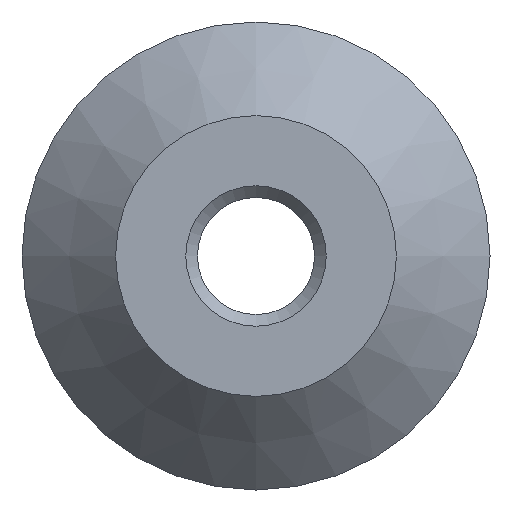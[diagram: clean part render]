
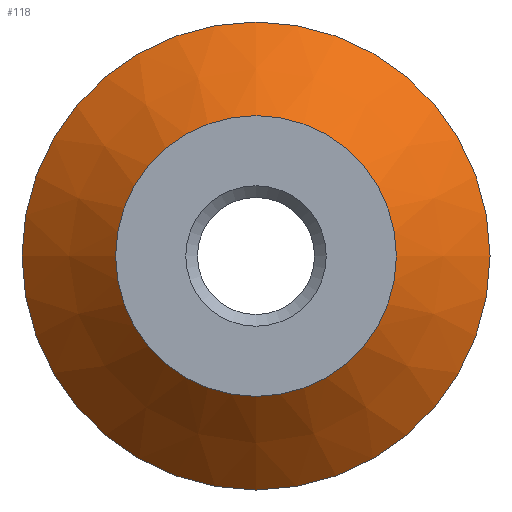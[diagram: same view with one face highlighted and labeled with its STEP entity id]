
A CAD part, front view. The second image highlights one B-rep face of the part: STEP entity #118.
In plain terms, the highlighted conical face has half-angle 45 degrees and reference radius 8 mm.
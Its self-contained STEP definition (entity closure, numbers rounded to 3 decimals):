
#26=FACE_OUTER_BOUND('',#36,.T.);
#36=EDGE_LOOP('',(#97,#98,#99,#100));
#42=LINE('',#215,#48);
#48=VECTOR('',#182,8.);
#54=CIRCLE('',#141,6.);
#57=CIRCLE('',#147,10.);
#62=VERTEX_POINT('',#203);
#65=VERTEX_POINT('',#213);
#72=EDGE_CURVE('',#62,#62,#54,.T.);
#76=EDGE_CURVE('',#65,#65,#57,.T.);
#77=EDGE_CURVE('',#65,#62,#42,.T.);
#97=ORIENTED_EDGE('',*,*,#76,.T.);
#98=ORIENTED_EDGE('',*,*,#77,.T.);
#99=ORIENTED_EDGE('',*,*,#72,.T.);
#100=ORIENTED_EDGE('',*,*,#77,.F.);
#111=CONICAL_SURFACE('',#146,8.,0.785);
#118=ADVANCED_FACE('',(#26),#111,.T.);
#141=AXIS2_PLACEMENT_3D('',#204,#167,#168);
#146=AXIS2_PLACEMENT_3D('',#212,#178,#179);
#147=AXIS2_PLACEMENT_3D('',#214,#180,#181);
#167=DIRECTION('center_axis',(0.,1.,0.));
#168=DIRECTION('ref_axis',(1.,0.,0.));
#178=DIRECTION('center_axis',(0.,1.,0.));
#179=DIRECTION('ref_axis',(1.,0.,0.));
#180=DIRECTION('center_axis',(0.,-1.,0.));
#181=DIRECTION('ref_axis',(1.,0.,0.));
#182=DIRECTION('',(0.707,-0.707,0.));
#203=CARTESIAN_POINT('',(-6.,0.,0.));
#204=CARTESIAN_POINT('Origin',(0.,0.,0.));
#212=CARTESIAN_POINT('Origin',(0.,2.,0.));
#213=CARTESIAN_POINT('',(-10.,4.,0.));
#214=CARTESIAN_POINT('Origin',(0.,4.,0.));
#215=CARTESIAN_POINT('',(-8.,2.,0.));
